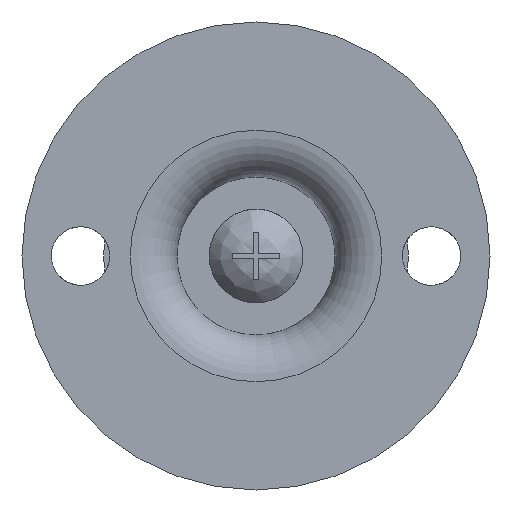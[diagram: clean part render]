
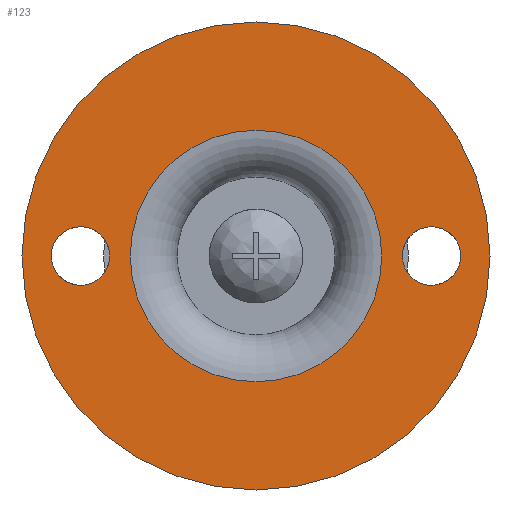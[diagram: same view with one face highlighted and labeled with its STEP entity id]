
A CAD part, front view. The second image highlights one B-rep face of the part: STEP entity #123.
In plain terms, the highlighted planar face has unit normal (0, -1, 0).
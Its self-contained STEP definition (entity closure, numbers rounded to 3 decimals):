
#123 = ADVANCED_FACE( '', ( #269, #270, #271, #272 ), #273, .F. );
#269 = FACE_BOUND( '', #440, .T. );
#270 = FACE_BOUND( '', #441, .T. );
#271 = FACE_OUTER_BOUND( '', #442, .T. );
#272 = FACE_BOUND( '', #443, .T. );
#273 = PLANE( '', #444 );
#440 = EDGE_LOOP( '', ( #757 ) );
#441 = EDGE_LOOP( '', ( #758 ) );
#442 = EDGE_LOOP( '', ( #759 ) );
#443 = EDGE_LOOP( '', ( #760 ) );
#444 = AXIS2_PLACEMENT_3D( '', #761, #762, #763 );
#757 = ORIENTED_EDGE( '', *, *, #1048, .F. );
#758 = ORIENTED_EDGE( '', *, *, #1021, .F. );
#759 = ORIENTED_EDGE( '', *, *, #999, .T. );
#760 = ORIENTED_EDGE( '', *, *, #1008, .T. );
#761 = CARTESIAN_POINT( '', ( 20., 0., 0. ) );
#762 = DIRECTION( '', ( 0., 1., 0. ) );
#763 = DIRECTION( '', ( 0., 0., 1. ) );
#999 = EDGE_CURVE( '', #1181, #1181, #1182, .T. );
#1008 = EDGE_CURVE( '', #1196, #1196, #1197, .T. );
#1021 = EDGE_CURVE( '', #1217, #1217, #1218, .F. );
#1048 = EDGE_CURVE( '', #1252, #1252, #1253, .T. );
#1181 = VERTEX_POINT( '', #1482 );
#1182 = CIRCLE( '', #1483, 20. );
#1196 = VERTEX_POINT( '', #1503 );
#1197 = CIRCLE( '', #1504, 2.5 );
#1217 = VERTEX_POINT( '', #1540 );
#1218 = CIRCLE( '', #1541, 2.5 );
#1252 = VERTEX_POINT( '', #1609 );
#1253 = CIRCLE( '', #1610, 10.75 );
#1482 = CARTESIAN_POINT( '', ( 0., 0., -20. ) );
#1483 = AXIS2_PLACEMENT_3D( '', #1753, #1754, #1755 );
#1503 = CARTESIAN_POINT( '', ( -12.5, 0., 0. ) );
#1504 = AXIS2_PLACEMENT_3D( '', #1768, #1769, #1770 );
#1540 = CARTESIAN_POINT( '', ( 15., 0., 2.5 ) );
#1541 = AXIS2_PLACEMENT_3D( '', #1782, #1783, #1784 );
#1609 = CARTESIAN_POINT( '', ( 0., 0., -10.75 ) );
#1610 = AXIS2_PLACEMENT_3D( '', #1803, #1804, #1805 );
#1753 = CARTESIAN_POINT( '', ( 0., 0., 0. ) );
#1754 = DIRECTION( '', ( 0., -1., 0. ) );
#1755 = DIRECTION( '', ( 0., 0., -1. ) );
#1768 = CARTESIAN_POINT( '', ( -15., 0., 0. ) );
#1769 = DIRECTION( '', ( 0., 1., 0. ) );
#1770 = DIRECTION( '', ( 1., 0., 0. ) );
#1782 = CARTESIAN_POINT( '', ( 15., 0., 0. ) );
#1783 = DIRECTION( '', ( 0., 1., 0. ) );
#1784 = DIRECTION( '', ( 0., 0., 1. ) );
#1803 = CARTESIAN_POINT( '', ( 0., 0., 0. ) );
#1804 = DIRECTION( '', ( 0., -1., 0. ) );
#1805 = DIRECTION( '', ( 0., 0., -1. ) );
